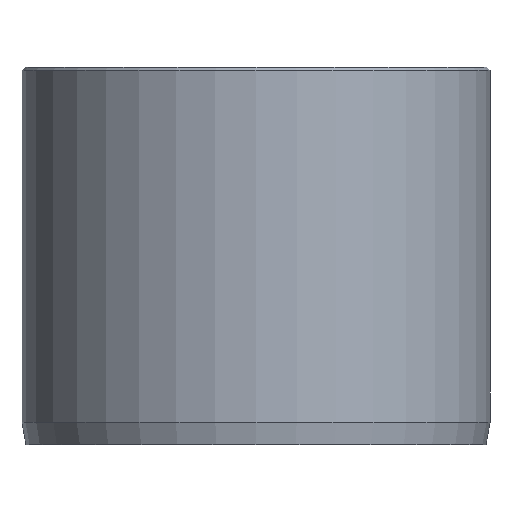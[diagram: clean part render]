
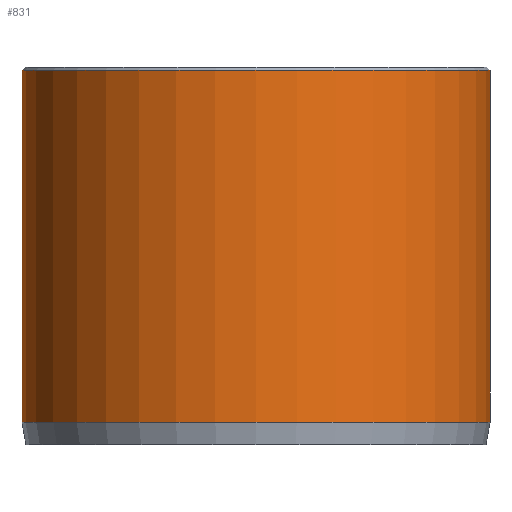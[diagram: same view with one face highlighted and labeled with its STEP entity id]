
A CAD part, front view. The second image highlights one B-rep face of the part: STEP entity #831.
In plain terms, the highlighted cylindrical face has radius 15.5 mm (diameter 31 mm), a partial arc.
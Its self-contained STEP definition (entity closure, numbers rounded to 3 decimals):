
#63 = CARTESIAN_POINT ( 'NONE',  ( 15.5, 0., 25. ) ) ;
#66 = CARTESIAN_POINT ( 'NONE',  ( -15.5, 0., 24.8 ) ) ;
#70 = EDGE_CURVE ( 'NONE', #895, #438, #868, .T. ) ;
#119 = CARTESIAN_POINT ( 'NONE',  ( 15.5, 0., 24.8 ) ) ;
#198 = CYLINDRICAL_SURFACE ( 'NONE', #333, 15.5 ) ;
#202 = EDGE_CURVE ( 'NONE', #438, #375, #812, .T. ) ;
#207 = DIRECTION ( 'NONE',  ( 1., 0., 0. ) ) ;
#209 = DIRECTION ( 'NONE',  ( 0., 0., 1. ) ) ;
#213 = CARTESIAN_POINT ( 'NONE',  ( 0., 0., 1.5 ) ) ;
#223 = CARTESIAN_POINT ( 'NONE',  ( 0., 0., 25. ) ) ;
#298 = ORIENTED_EDGE ( 'NONE', *, *, #202, .T. ) ;
#322 = DIRECTION ( 'NONE',  ( 0., 0., -1. ) ) ;
#333 = AXIS2_PLACEMENT_3D ( 'NONE', #223, #322, #833 ) ;
#360 = ORIENTED_EDGE ( 'NONE', *, *, #1179, .F. ) ;
#375 = VERTEX_POINT ( 'NONE', #478 ) ;
#418 = DIRECTION ( 'NONE',  ( 1., 0., 0. ) ) ;
#425 = EDGE_CURVE ( 'NONE', #375, #930, #576, .T. ) ;
#428 = DIRECTION ( 'NONE',  ( 0., 0., -1. ) ) ;
#436 = ORIENTED_EDGE ( 'NONE', *, *, #70, .T. ) ;
#438 = VERTEX_POINT ( 'NONE', #66 ) ;
#449 = CARTESIAN_POINT ( 'NONE',  ( 0., 0., 24.8 ) ) ;
#478 = CARTESIAN_POINT ( 'NONE',  ( -15.5, 0., 1.5 ) ) ;
#565 = EDGE_LOOP ( 'NONE', ( #360, #436, #298, #928 ) ) ;
#576 = CIRCLE ( 'NONE', #588, 15.5 ) ;
#588 = AXIS2_PLACEMENT_3D ( 'NONE', #213, #209, #207 ) ;
#681 = DIRECTION ( 'NONE',  ( 0., 0., -1. ) ) ;
#689 = LINE ( 'NONE', #63, #929 ) ;
#812 = LINE ( 'NONE', #916, #1265 ) ;
#831 = ADVANCED_FACE ( 'NONE', ( #1263 ), #198, .T. ) ;
#833 = DIRECTION ( 'NONE',  ( -1., 0., 0. ) ) ;
#868 = CIRCLE ( 'NONE', #1100, 15.5 ) ;
#886 = DIRECTION ( 'NONE',  ( 0., 0., -1. ) ) ;
#895 = VERTEX_POINT ( 'NONE', #119 ) ;
#916 = CARTESIAN_POINT ( 'NONE',  ( -15.5, 0., 25. ) ) ;
#928 = ORIENTED_EDGE ( 'NONE', *, *, #425, .T. ) ;
#929 = VECTOR ( 'NONE', #681, 1000. ) ;
#930 = VERTEX_POINT ( 'NONE', #1043 ) ;
#1043 = CARTESIAN_POINT ( 'NONE',  ( 15.5, 0., 1.5 ) ) ;
#1100 = AXIS2_PLACEMENT_3D ( 'NONE', #449, #428, #418 ) ;
#1179 = EDGE_CURVE ( 'NONE', #895, #930, #689, .T. ) ;
#1263 = FACE_OUTER_BOUND ( 'NONE', #565, .T. ) ;
#1265 = VECTOR ( 'NONE', #886, 1000. ) ;
